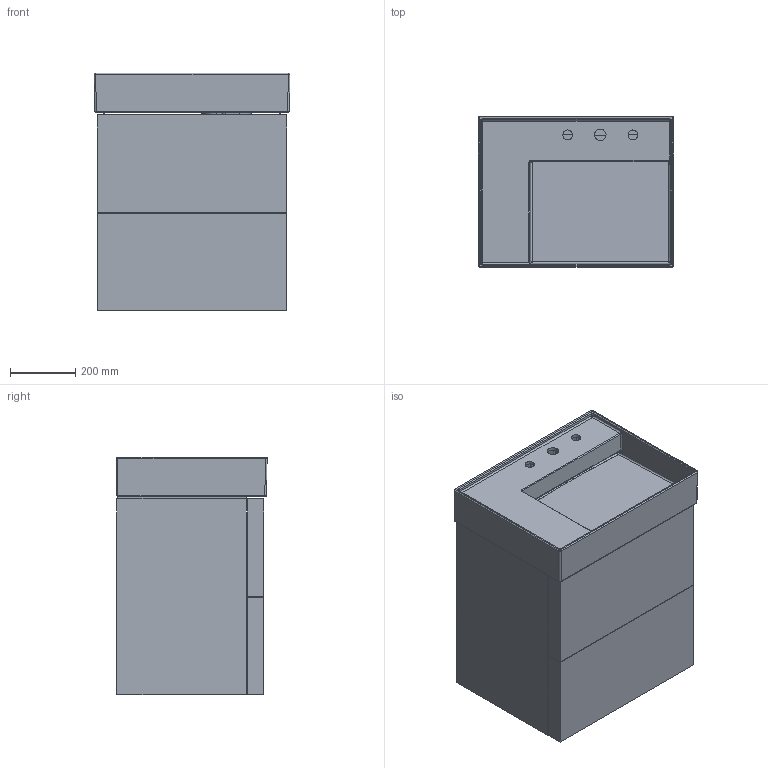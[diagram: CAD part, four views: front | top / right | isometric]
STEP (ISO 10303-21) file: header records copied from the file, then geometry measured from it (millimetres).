
FILE_DESCRIPTION(/* description */ (''),/* implementation_level */ '2;1');
FILE_NAME(/* name */ '3D01_407568.stp',/* time_stamp */ '2018-05-15T09:18:06+02:00',/* author */ ('User33'),/* organization */ (''),/* preprocessor_version */ 'ST-DEVELOPER v16.13',/* originating_system */ 'Autodesk Inventor 2018',/* authorisation */ '');
FILE_SCHEMA (('AUTOMOTIVE_DESIGN { 1 0 10303 214 3 1 1 }'));
Products named in the file (39): 3D01_407568; 3D01_407568_1_1; 3D01_407568_1; 3D01_407568_1_2; 3D01_407568_2; 3D01_407568_3; 3D01_407568_4; 3D01_407568_5; 3D01_407568_6; 3D01_407568_7; 3D01_407568_8; 3D01_407568_9; 3D01_407568_10; 3D01_407568_11; 3D01_407568_12; 3D01_407568_13; 3D01_407568_14; 3D01_407568_15; 3D01_407568_16; 3D01_407568_17; 3D01_407568_18; 3D01_407568_19; 3D01_407568_20; 3D01_407568_21; 3D01_407568_22; 3D01_407568_23; 3D01_407568_24; 3D01_407568_25; 3D01_407568_26; 3D01_407568_27; 3D01_407568_28; 3D01_407568_29; 3D01_407568_30; 3D01_407568_31; 3D01_407568_32; 3D01_407568_33; 3D01_407568_34; 3D01_407568_35; 3D01_407568_36
Assembly tree (38 placements, depth 2):
  3D01_407568
    3D01_407568_1_1
    3D01_407568_1
    3D01_407568_1_2
    3D01_407568_2
    3D01_407568_3
    3D01_407568_4
    3D01_407568_5
    3D01_407568_6
    3D01_407568_7
    3D01_407568_8
    3D01_407568_9
    3D01_407568_10
    3D01_407568_11
    3D01_407568_12
    3D01_407568_13
    3D01_407568_14
    3D01_407568_15
    3D01_407568_16
    3D01_407568_17
    3D01_407568_18
    3D01_407568_19
    3D01_407568_20
    3D01_407568_21
    3D01_407568_22
    3D01_407568_23
    3D01_407568_24
    3D01_407568_25
    3D01_407568_26
    3D01_407568_27
    3D01_407568_28
    3D01_407568_29
    3D01_407568_30
    3D01_407568_31
    3D01_407568_32
    3D01_407568_33
    3D01_407568_34
    3D01_407568_35
    3D01_407568_36
Bounding box: 599.89 x 459.96 x 728 mm (x, y, z)
Volume: 35405490.9 mm3; surface area: 6017414.5 mm2
Topology: 37 solids, 640 shells, 1649 faces, 5674 edges, 4723 vertices
Faces by surface type: plane 882, cylinder 430, bspline 294, sphere 16, cone 16, torus 11
Full cylindrical faces by diameter (mm): 2.5 x4, 3 x2, 4 x12, 4.1 x4, 5.1 x4, 6 x12, 7.2 x4, 10 x4, 12 x4, 12.5 x4
Entity records: 125568 total; most frequent: CARTESIAN_POINT 76748, DIRECTION 9195, ORIENTED_EDGE 8321, EDGE_CURVE 5597, VERTEX_POINT 4719, AXIS2_PLACEMENT_3D 3087, LINE 3021, VECTOR 3021
